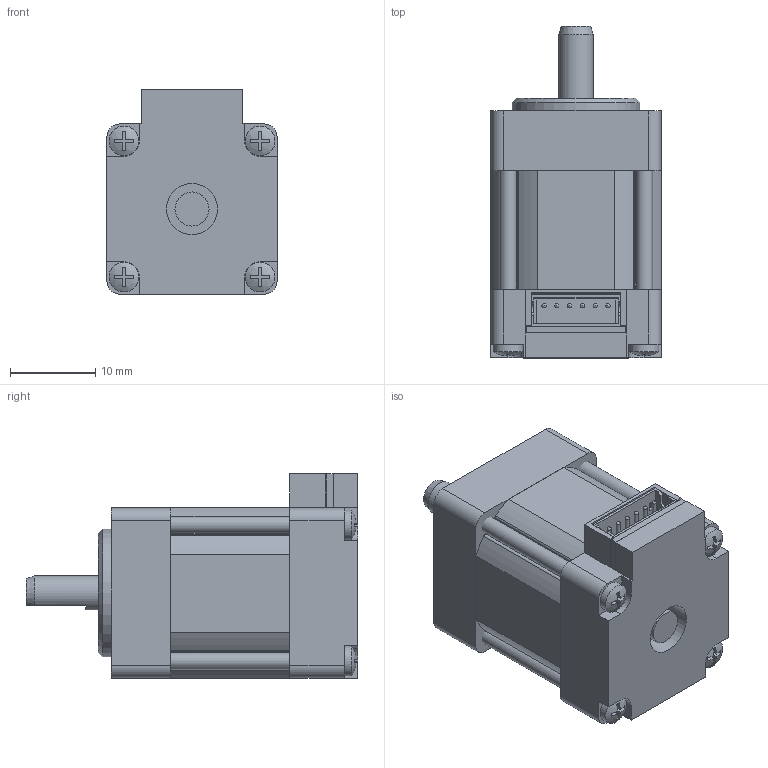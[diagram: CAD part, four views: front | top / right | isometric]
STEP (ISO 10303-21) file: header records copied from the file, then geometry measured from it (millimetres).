
FILE_DESCRIPTION (( 'STEP AP214' ), '1' );
FILE_NAME ('MS08HY1P4050.STEP', '2018-06-25T07:52:06', ( 'Windows' ), ( 'Microsoft' ), 'SwSTEP 2.0', 'SolidWorks 2012', '' );
FILE_SCHEMA (( 'AUTOMOTIVE_DESIGN' ));
Length unit declared in the file: millimetre
Products named in the file (1): MS08HY1P4050
Bounding box: 20 x 39 x 24 mm (x, y, z)
Volume: 11154.5 mm3; surface area: 7358.4 mm2
Topology: 11 solids, 11 shells, 281 faces, 743 edges, 500 vertices
Faces by surface type: plane 202, cylinder 60, sphere 10, torus 6, cone 3
Full cylindrical faces by diameter (mm): 0.5 x6, 1.6 x4, 2 x4, 2.2 x4, 3.5 x4, 4 x1, 6 x2, 15 x1
Entity records: 9006 total; most frequent: CARTESIAN_POINT 1425, DIRECTION 1416, ORIENTED_EDGE 1340, EDGE_CURVE 670, LINE 484, VECTOR 484, VERTEX_POINT 467, AXIS2_PLACEMENT_3D 466
